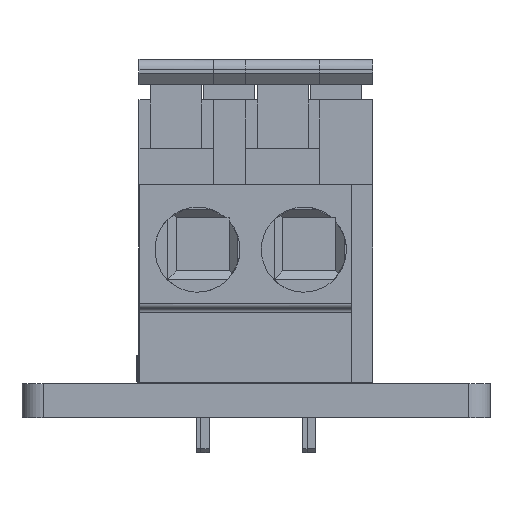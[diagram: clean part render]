
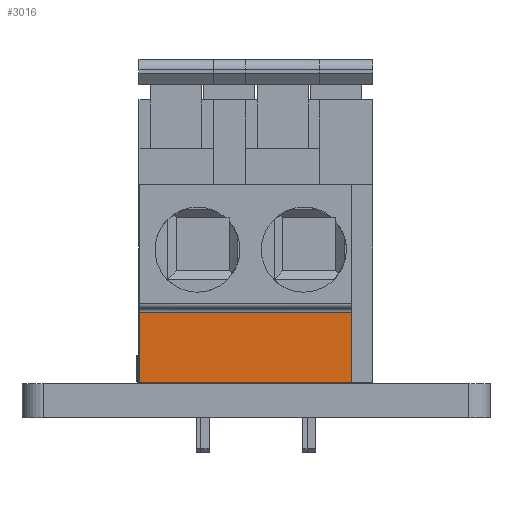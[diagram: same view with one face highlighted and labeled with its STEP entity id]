
A CAD part, front view. The second image highlights one B-rep face of the part: STEP entity #3016.
In plain terms, the highlighted free-form (B-spline) face has degree [1, 1] with [2, 2] control points.
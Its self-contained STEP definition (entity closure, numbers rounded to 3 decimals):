
#1187 = B_SPLINE_SURFACE_WITH_KNOTS('',1,1,(
    (#1188,#1189)
    ,(#1190,#1191
    )),.UNSPECIFIED.,.F.,.F.,.F.,(2,2),(2,2),(-9.3,4.),(0.,12.6),
  .PIECEWISE_BEZIER_KNOTS.);
#1188 = CARTESIAN_POINT('',(7.5,-6.3,0.));
#1189 = CARTESIAN_POINT('',(7.5,6.3,0.));
#1190 = CARTESIAN_POINT('',(7.5,-6.3,13.3));
#1191 = CARTESIAN_POINT('',(7.5,6.3,13.3));
#1705 = VERTEX_POINT('',#1706);
#1706 = CARTESIAN_POINT('',(7.5,5.2,3.3));
#1720 = ( BOUNDED_SURFACE() B_SPLINE_SURFACE(2,1,(
    (#1721,#1722)
    ,(#1723,#1724)
    ,(#1725,#1726
)),.UNSPECIFIED.,.F.,.F.,.F.) B_SPLINE_SURFACE_WITH_KNOTS((3,3),(2,2),(
    3.142,4.712),(-2.5,7.5),.PIECEWISE_BEZIER_KNOTS.) 
GEOMETRIC_REPRESENTATION_ITEM() RATIONAL_B_SPLINE_SURFACE((
    (1.,1.)
    ,(0.707,0.707)
,(1.,1.))) REPRESENTATION_ITEM('') SURFACE() );
#1721 = CARTESIAN_POINT('',(-2.5,5.4,3.5));
#1722 = CARTESIAN_POINT('',(7.5,5.4,3.5));
#1723 = CARTESIAN_POINT('',(-2.5,5.2,3.5));
#1724 = CARTESIAN_POINT('',(7.5,5.2,3.5));
#1725 = CARTESIAN_POINT('',(-2.5,5.2,3.3));
#1726 = CARTESIAN_POINT('',(7.5,5.2,3.3));
#1734 = EDGE_CURVE('',#1705,#1735,#1737,.T.);
#1735 = VERTEX_POINT('',#1736);
#1736 = CARTESIAN_POINT('',(7.5,5.2,0.));
#1737 = SURFACE_CURVE('',#1738,(#1741,#1747),.PCURVE_S1.);
#1738 = B_SPLINE_CURVE_WITH_KNOTS('',1,(#1739,#1740),.UNSPECIFIED.,.F.,
  .F.,(2,2),(0.2,3.5),.PIECEWISE_BEZIER_KNOTS.);
#1739 = CARTESIAN_POINT('',(7.5,5.2,3.3));
#1740 = CARTESIAN_POINT('',(7.5,5.2,0.));
#1741 = PCURVE('',#1187,#1742);
#1742 = DEFINITIONAL_REPRESENTATION('',(#1743),#1746);
#1743 = B_SPLINE_CURVE_WITH_KNOTS('',1,(#1744,#1745),.UNSPECIFIED.,.F.,
  .F.,(2,2),(0.2,3.5),.PIECEWISE_BEZIER_KNOTS.);
#1744 = CARTESIAN_POINT('',(-6.,11.5));
#1745 = CARTESIAN_POINT('',(-9.3,11.5));
#1746 = ( GEOMETRIC_REPRESENTATION_CONTEXT(2) 
PARAMETRIC_REPRESENTATION_CONTEXT() REPRESENTATION_CONTEXT('2D SPACE',''
  ) );
#1747 = PCURVE('',#1748,#1753);
#1748 = B_SPLINE_SURFACE_WITH_KNOTS('',1,1,(
    (#1749,#1750)
    ,(#1751,#1752
    )),.UNSPECIFIED.,.F.,.F.,.F.,(2,2),(2,2),(0.2,3.5),(5.,15.),
  .PIECEWISE_BEZIER_KNOTS.);
#1749 = CARTESIAN_POINT('',(-2.5,5.2,3.3));
#1750 = CARTESIAN_POINT('',(7.5,5.2,3.3));
#1751 = CARTESIAN_POINT('',(-2.5,5.2,0.));
#1752 = CARTESIAN_POINT('',(7.5,5.2,0.));
#1753 = DEFINITIONAL_REPRESENTATION('',(#1754),#1757);
#1754 = B_SPLINE_CURVE_WITH_KNOTS('',1,(#1755,#1756),.UNSPECIFIED.,.F.,
  .F.,(2,2),(0.2,3.5),.PIECEWISE_BEZIER_KNOTS.);
#1755 = CARTESIAN_POINT('',(0.2,15.));
#1756 = CARTESIAN_POINT('',(3.5,15.));
#1757 = ( GEOMETRIC_REPRESENTATION_CONTEXT(2) 
PARAMETRIC_REPRESENTATION_CONTEXT() REPRESENTATION_CONTEXT('2D SPACE',''
  ) );
#1773 = B_SPLINE_SURFACE_WITH_KNOTS('',1,1,(
    (#1774,#1775)
    ,(#1776,#1777
    )),.UNSPECIFIED.,.F.,.F.,.F.,(2,2),(2,2),(-7.5,2.5),(4.7,5.2),
  .PIECEWISE_BEZIER_KNOTS.);
#1774 = CARTESIAN_POINT('',(7.5,4.7,0.));
#1775 = CARTESIAN_POINT('',(7.5,5.2,0.));
#1776 = CARTESIAN_POINT('',(-2.5,4.7,0.));
#1777 = CARTESIAN_POINT('',(-2.5,5.2,0.));
#2202 = B_SPLINE_SURFACE_WITH_KNOTS('',1,1,(
    (#2203,#2204)
    ,(#2205,#2206
    )),.UNSPECIFIED.,.F.,.F.,.F.,(2,2),(2,2),(-9.3,0.),(-6.3,6.3),
  .PIECEWISE_BEZIER_KNOTS.);
#2203 = CARTESIAN_POINT('',(-2.5,-6.3,9.3));
#2204 = CARTESIAN_POINT('',(-2.5,6.3,9.3));
#2205 = CARTESIAN_POINT('',(-2.5,-6.3,0.));
#2206 = CARTESIAN_POINT('',(-2.5,6.3,0.));
#2699 = VERTEX_POINT('',#2700);
#2700 = CARTESIAN_POINT('',(-2.5,5.2,0.));
#2720 = EDGE_CURVE('',#1735,#2699,#2721,.T.);
#2721 = SURFACE_CURVE('',#2722,(#2725,#2731),.PCURVE_S1.);
#2722 = B_SPLINE_CURVE_WITH_KNOTS('',1,(#2723,#2724),.UNSPECIFIED.,.F.,
  .F.,(2,2),(-15.,-5.),.PIECEWISE_BEZIER_KNOTS.);
#2723 = CARTESIAN_POINT('',(7.5,5.2,0.));
#2724 = CARTESIAN_POINT('',(-2.5,5.2,0.));
#2725 = PCURVE('',#1773,#2726);
#2726 = DEFINITIONAL_REPRESENTATION('',(#2727),#2730);
#2727 = B_SPLINE_CURVE_WITH_KNOTS('',1,(#2728,#2729),.UNSPECIFIED.,.F.,
  .F.,(2,2),(-15.,-5.),.PIECEWISE_BEZIER_KNOTS.);
#2728 = CARTESIAN_POINT('',(-7.5,5.2));
#2729 = CARTESIAN_POINT('',(2.5,5.2));
#2730 = ( GEOMETRIC_REPRESENTATION_CONTEXT(2) 
PARAMETRIC_REPRESENTATION_CONTEXT() REPRESENTATION_CONTEXT('2D SPACE',''
  ) );
#2731 = PCURVE('',#1748,#2732);
#2732 = DEFINITIONAL_REPRESENTATION('',(#2733),#2736);
#2733 = B_SPLINE_CURVE_WITH_KNOTS('',1,(#2734,#2735),.UNSPECIFIED.,.F.,
  .F.,(2,2),(-15.,-5.),.PIECEWISE_BEZIER_KNOTS.);
#2734 = CARTESIAN_POINT('',(3.5,15.));
#2735 = CARTESIAN_POINT('',(3.5,5.));
#2736 = ( GEOMETRIC_REPRESENTATION_CONTEXT(2) 
PARAMETRIC_REPRESENTATION_CONTEXT() REPRESENTATION_CONTEXT('2D SPACE',''
  ) );
#3016 = ADVANCED_FACE('',(#3017),#1748,.F.);
#3017 = FACE_BOUND('',#3018,.F.);
#3018 = EDGE_LOOP('',(#3019,#3020,#3041,#3059));
#3019 = ORIENTED_EDGE('',*,*,#1734,.F.);
#3020 = ORIENTED_EDGE('',*,*,#3021,.F.);
#3021 = EDGE_CURVE('',#3022,#1705,#3024,.T.);
#3022 = VERTEX_POINT('',#3023);
#3023 = CARTESIAN_POINT('',(-2.5,5.2,3.3));
#3024 = SURFACE_CURVE('',#3025,(#3028,#3034),.PCURVE_S1.);
#3025 = B_SPLINE_CURVE_WITH_KNOTS('',1,(#3026,#3027),.UNSPECIFIED.,.F.,
  .F.,(2,2),(-10.,0.),.PIECEWISE_BEZIER_KNOTS.);
#3026 = CARTESIAN_POINT('',(-2.5,5.2,3.3));
#3027 = CARTESIAN_POINT('',(7.5,5.2,3.3));
#3028 = PCURVE('',#1748,#3029);
#3029 = DEFINITIONAL_REPRESENTATION('',(#3030),#3033);
#3030 = B_SPLINE_CURVE_WITH_KNOTS('',1,(#3031,#3032),.UNSPECIFIED.,.F.,
  .F.,(2,2),(-10.,0.),.PIECEWISE_BEZIER_KNOTS.);
#3031 = CARTESIAN_POINT('',(0.2,5.));
#3032 = CARTESIAN_POINT('',(0.2,15.));
#3033 = ( GEOMETRIC_REPRESENTATION_CONTEXT(2) 
PARAMETRIC_REPRESENTATION_CONTEXT() REPRESENTATION_CONTEXT('2D SPACE',''
  ) );
#3034 = PCURVE('',#1720,#3035);
#3035 = DEFINITIONAL_REPRESENTATION('',(#3036),#3040);
#3036 = B_SPLINE_CURVE_WITH_KNOTS('',2,(#3037,#3038,#3039),
  .UNSPECIFIED.,.F.,.F.,(3,3),(-10.,0.),.PIECEWISE_BEZIER_KNOTS.);
#3037 = CARTESIAN_POINT('',(4.712,-2.5));
#3038 = CARTESIAN_POINT('',(4.712,2.5));
#3039 = CARTESIAN_POINT('',(4.712,7.5));
#3040 = ( GEOMETRIC_REPRESENTATION_CONTEXT(2) 
PARAMETRIC_REPRESENTATION_CONTEXT() REPRESENTATION_CONTEXT('2D SPACE',''
  ) );
#3041 = ORIENTED_EDGE('',*,*,#3042,.F.);
#3042 = EDGE_CURVE('',#2699,#3022,#3043,.T.);
#3043 = SURFACE_CURVE('',#3044,(#3047,#3053),.PCURVE_S1.);
#3044 = B_SPLINE_CURVE_WITH_KNOTS('',1,(#3045,#3046),.UNSPECIFIED.,.F.,
  .F.,(2,2),(-3.5,-0.2),.PIECEWISE_BEZIER_KNOTS.);
#3045 = CARTESIAN_POINT('',(-2.5,5.2,0.));
#3046 = CARTESIAN_POINT('',(-2.5,5.2,3.3));
#3047 = PCURVE('',#1748,#3048);
#3048 = DEFINITIONAL_REPRESENTATION('',(#3049),#3052);
#3049 = B_SPLINE_CURVE_WITH_KNOTS('',1,(#3050,#3051),.UNSPECIFIED.,.F.,
  .F.,(2,2),(-3.5,-0.2),.PIECEWISE_BEZIER_KNOTS.);
#3050 = CARTESIAN_POINT('',(3.5,5.));
#3051 = CARTESIAN_POINT('',(0.2,5.));
#3052 = ( GEOMETRIC_REPRESENTATION_CONTEXT(2) 
PARAMETRIC_REPRESENTATION_CONTEXT() REPRESENTATION_CONTEXT('2D SPACE',''
  ) );
#3053 = PCURVE('',#2202,#3054);
#3054 = DEFINITIONAL_REPRESENTATION('',(#3055),#3058);
#3055 = B_SPLINE_CURVE_WITH_KNOTS('',1,(#3056,#3057),.UNSPECIFIED.,.F.,
  .F.,(2,2),(-3.5,-0.2),.PIECEWISE_BEZIER_KNOTS.);
#3056 = CARTESIAN_POINT('',(0.,5.2));
#3057 = CARTESIAN_POINT('',(-3.3,5.2));
#3058 = ( GEOMETRIC_REPRESENTATION_CONTEXT(2) 
PARAMETRIC_REPRESENTATION_CONTEXT() REPRESENTATION_CONTEXT('2D SPACE',''
  ) );
#3059 = ORIENTED_EDGE('',*,*,#2720,.F.);
